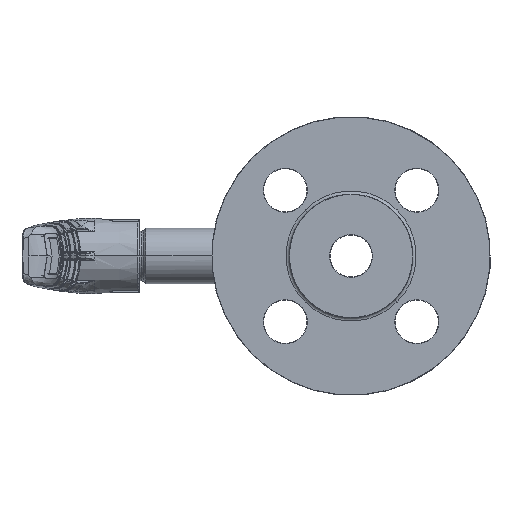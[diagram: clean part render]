
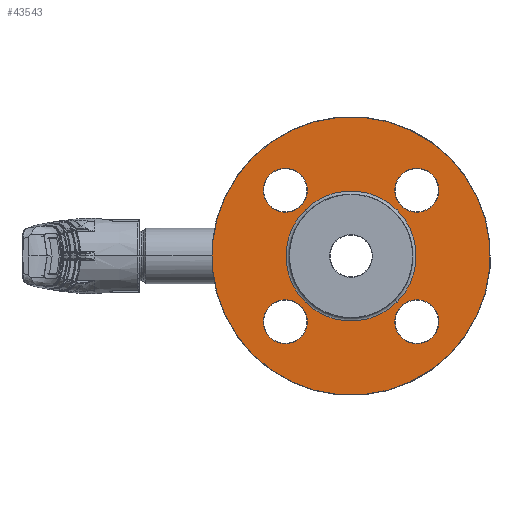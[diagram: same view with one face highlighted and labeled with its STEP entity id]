
A CAD part, left-side view. The second image highlights one B-rep face of the part: STEP entity #43543.
In plain terms, the highlighted planar face has unit normal (-1, 0, 0).
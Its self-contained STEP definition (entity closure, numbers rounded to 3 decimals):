
#478 = ORIENTED_EDGE ( 'NONE', *, *, #44443, .T. ) ;
#782 = EDGE_CURVE ( 'NONE', #49037, #46586, #48683, .T. ) ;
#1604 = FACE_BOUND ( 'NONE', #56440, .T. ) ;
#1635 = CARTESIAN_POINT ( 'NONE',  ( -63., 31.82, -31.82 ) ) ;
#1665 = EDGE_CURVE ( 'NONE', #39223, #29659, #57490, .T. ) ;
#1914 = VERTEX_POINT ( 'NONE', #19050 ) ;
#2734 = CIRCLE ( 'NONE', #33292, 7.1 ) ;
#3494 = CIRCLE ( 'NONE', #18821, 7.1 ) ;
#4270 = DIRECTION ( 'NONE',  ( 0., -0.707, -0.707 ) ) ;
#6688 = DIRECTION ( 'NONE',  ( 0., -0.707, -0.707 ) ) ;
#7221 = ORIENTED_EDGE ( 'NONE', *, *, #23080, .F. ) ;
#7392 = CARTESIAN_POINT ( 'NONE',  ( -63., 0., 0. ) ) ;
#8058 = EDGE_LOOP ( 'NONE', ( #46352, #64878 ) ) ;
#8143 = CARTESIAN_POINT ( 'NONE',  ( -63., 26.234, 26.234 ) ) ;
#8270 = AXIS2_PLACEMENT_3D ( 'NONE', #1635, #37101, #6688 ) ;
#8385 = EDGE_LOOP ( 'NONE', ( #11235, #478 ) ) ;
#9456 = EDGE_CURVE ( 'NONE', #1914, #47437, #49253, .T. ) ;
#11235 = ORIENTED_EDGE ( 'NONE', *, *, #17665, .T. ) ;
#12493 = DIRECTION ( 'NONE',  ( 0., -0.707, -0.707 ) ) ;
#12494 = CIRCLE ( 'NONE', #62418, 7.1 ) ;
#14882 = ORIENTED_EDGE ( 'NONE', *, *, #22254, .T. ) ;
#15010 = FACE_BOUND ( 'NONE', #8058, .T. ) ;
#15921 = CARTESIAN_POINT ( 'NONE',  ( -63., -21.213, 21.213 ) ) ;
#16418 = CARTESIAN_POINT ( 'NONE',  ( -63., -16.193, 26.234 ) ) ;
#16495 = AXIS2_PLACEMENT_3D ( 'NONE', #15921, #51435, #20996 ) ;
#16543 = CARTESIAN_POINT ( 'NONE',  ( -63., 21.213, 21.213 ) ) ;
#16560 = CARTESIAN_POINT ( 'NONE',  ( -63., 26.234, -16.193 ) ) ;
#16567 = DIRECTION ( 'NONE',  ( 1., 0., 0. ) ) ;
#17462 = DIRECTION ( 'NONE',  ( -1., 0., 0. ) ) ;
#17665 = EDGE_CURVE ( 'NONE', #33138, #61001, #23199, .T. ) ;
#18821 = AXIS2_PLACEMENT_3D ( 'NONE', #24516, #60150, #29634 ) ;
#19050 = CARTESIAN_POINT ( 'NONE',  ( -63., -26.234, -26.234 ) ) ;
#19464 = CARTESIAN_POINT ( 'NONE',  ( -63., -31.749, -31.749 ) ) ;
#20231 = AXIS2_PLACEMENT_3D ( 'NONE', #24750, #60379, #29876 ) ;
#20996 = DIRECTION ( 'NONE',  ( 0., -0.707, -0.707 ) ) ;
#21593 = DIRECTION ( 'NONE',  ( 0., -0.707, -0.707 ) ) ;
#22254 = EDGE_CURVE ( 'NONE', #46586, #49037, #27431, .T. ) ;
#22536 = ORIENTED_EDGE ( 'NONE', *, *, #46415, .T. ) ;
#23080 = EDGE_CURVE ( 'NONE', #34828, #43778, #47228, .T. ) ;
#23199 = CIRCLE ( 'NONE', #47197, 7.1 ) ;
#23291 = CARTESIAN_POINT ( 'NONE',  ( -63., 0., 0. ) ) ;
#24316 = AXIS2_PLACEMENT_3D ( 'NONE', #16543, #52042, #21593 ) ;
#24456 = ORIENTED_EDGE ( 'NONE', *, *, #58321, .F. ) ;
#24516 = CARTESIAN_POINT ( 'NONE',  ( -63., 21.213, 21.213 ) ) ;
#24750 = CARTESIAN_POINT ( 'NONE',  ( -63., 0., 0. ) ) ;
#24968 = CARTESIAN_POINT ( 'NONE',  ( -63., 16.193, 16.193 ) ) ;
#25283 = EDGE_CURVE ( 'NONE', #64919, #25382, #3494, .T. ) ;
#25382 = VERTEX_POINT ( 'NONE', #24968 ) ;
#25509 = EDGE_LOOP ( 'NONE', ( #7221, #24456 ) ) ;
#26897 = FACE_BOUND ( 'NONE', #25509, .T. ) ;
#27431 = CIRCLE ( 'NONE', #37833, 44.9 ) ;
#27572 = CARTESIAN_POINT ( 'NONE',  ( -63., 21.213, -21.213 ) ) ;
#27742 = DIRECTION ( 'NONE',  ( 1., 0., 0. ) ) ;
#28237 = AXIS2_PLACEMENT_3D ( 'NONE', #46951, #16567, #52067 ) ;
#28383 = DIRECTION ( 'NONE',  ( 0., 0.707, 0.707 ) ) ;
#28480 = FACE_OUTER_BOUND ( 'NONE', #51527, .T. ) ;
#29227 = EDGE_LOOP ( 'NONE', ( #50294, #30190 ) ) ;
#29278 = DIRECTION ( 'NONE',  ( 1., 0., 0. ) ) ;
#29634 = DIRECTION ( 'NONE',  ( 0., -0.707, -0.707 ) ) ;
#29659 = VERTEX_POINT ( 'NONE', #16418 ) ;
#29876 = DIRECTION ( 'NONE',  ( 0., -0.707, -0.707 ) ) ;
#30190 = ORIENTED_EDGE ( 'NONE', *, *, #1665, .T. ) ;
#31764 = CIRCLE ( 'NONE', #33912, 21. ) ;
#32699 = DIRECTION ( 'NONE',  ( 0., -0.707, -0.707 ) ) ;
#33138 = VERTEX_POINT ( 'NONE', #16560 ) ;
#33292 = AXIS2_PLACEMENT_3D ( 'NONE', #59805, #29278, #64934 ) ;
#33912 = AXIS2_PLACEMENT_3D ( 'NONE', #47858, #17462, #52993 ) ;
#33989 = AXIS2_PLACEMENT_3D ( 'NONE', #23291, #58883, #28383 ) ;
#34649 = DIRECTION ( 'NONE',  ( 1., 0., 0. ) ) ;
#34828 = VERTEX_POINT ( 'NONE', #55323 ) ;
#36362 = EDGE_CURVE ( 'NONE', #29659, #39223, #37556, .T. ) ;
#37101 = DIRECTION ( 'NONE',  ( 1., 0., 0. ) ) ;
#37556 = CIRCLE ( 'NONE', #45945, 7.1 ) ;
#37833 = AXIS2_PLACEMENT_3D ( 'NONE', #7392, #42903, #12493 ) ;
#39162 = CARTESIAN_POINT ( 'NONE',  ( -63., -16.193, -16.193 ) ) ;
#39223 = VERTEX_POINT ( 'NONE', #52901 ) ;
#40449 = FACE_BOUND ( 'NONE', #8385, .T. ) ;
#41799 = ORIENTED_EDGE ( 'NONE', *, *, #9456, .T. ) ;
#42903 = DIRECTION ( 'NONE',  ( -1., 0., 0. ) ) ;
#43543 = ADVANCED_FACE ( 'NONE', ( #28480, #15010, #53927, #1604, #40449, #26897 ), #47054, .F. ) ;
#43778 = VERTEX_POINT ( 'NONE', #50328 ) ;
#44443 = EDGE_CURVE ( 'NONE', #61001, #33138, #12494, .T. ) ;
#45916 = EDGE_CURVE ( 'NONE', #25382, #64919, #48774, .T. ) ;
#45945 = AXIS2_PLACEMENT_3D ( 'NONE', #58230, #27742, #63365 ) ;
#46352 = ORIENTED_EDGE ( 'NONE', *, *, #25283, .T. ) ;
#46415 = EDGE_CURVE ( 'NONE', #47437, #1914, #2734, .T. ) ;
#46586 = VERTEX_POINT ( 'NONE', #56197 ) ;
#46836 = CARTESIAN_POINT ( 'NONE',  ( -63., 16.193, -26.234 ) ) ;
#46951 = CARTESIAN_POINT ( 'NONE',  ( -63., -21.213, -21.213 ) ) ;
#47054 = PLANE ( 'NONE',  #8270 ) ;
#47197 = AXIS2_PLACEMENT_3D ( 'NONE', #65142, #34649, #4270 ) ;
#47228 = CIRCLE ( 'NONE', #33989, 21. ) ;
#47437 = VERTEX_POINT ( 'NONE', #39162 ) ;
#47858 = CARTESIAN_POINT ( 'NONE',  ( -63., 0., 0. ) ) ;
#48683 = CIRCLE ( 'NONE', #20231, 44.9 ) ;
#48774 = CIRCLE ( 'NONE', #24316, 7.1 ) ;
#49037 = VERTEX_POINT ( 'NONE', #19464 ) ;
#49253 = CIRCLE ( 'NONE', #28237, 7.1 ) ;
#50294 = ORIENTED_EDGE ( 'NONE', *, *, #36362, .T. ) ;
#50328 = CARTESIAN_POINT ( 'NONE',  ( -63., -14.849, -14.849 ) ) ;
#51435 = DIRECTION ( 'NONE',  ( 1., 0., 0. ) ) ;
#51527 = EDGE_LOOP ( 'NONE', ( #65953, #14882 ) ) ;
#52042 = DIRECTION ( 'NONE',  ( 1., 0., 0. ) ) ;
#52067 = DIRECTION ( 'NONE',  ( 0., -0.707, -0.707 ) ) ;
#52901 = CARTESIAN_POINT ( 'NONE',  ( -63., -26.234, 16.193 ) ) ;
#52993 = DIRECTION ( 'NONE',  ( 0., 0.707, 0.707 ) ) ;
#53927 = FACE_BOUND ( 'NONE', #29227, .T. ) ;
#55323 = CARTESIAN_POINT ( 'NONE',  ( -63., 14.849, 14.849 ) ) ;
#56197 = CARTESIAN_POINT ( 'NONE',  ( -63., 31.749, 31.749 ) ) ;
#56440 = EDGE_LOOP ( 'NONE', ( #22536, #41799 ) ) ;
#57490 = CIRCLE ( 'NONE', #16495, 7.1 ) ;
#58230 = CARTESIAN_POINT ( 'NONE',  ( -63., -21.213, 21.213 ) ) ;
#58321 = EDGE_CURVE ( 'NONE', #43778, #34828, #31764, .T. ) ;
#58883 = DIRECTION ( 'NONE',  ( -1., 0., 0. ) ) ;
#59805 = CARTESIAN_POINT ( 'NONE',  ( -63., -21.213, -21.213 ) ) ;
#60150 = DIRECTION ( 'NONE',  ( 1., 0., 0. ) ) ;
#60379 = DIRECTION ( 'NONE',  ( -1., 0., 0. ) ) ;
#61001 = VERTEX_POINT ( 'NONE', #46836 ) ;
#62418 = AXIS2_PLACEMENT_3D ( 'NONE', #27572, #63212, #32699 ) ;
#63212 = DIRECTION ( 'NONE',  ( 1., 0., 0. ) ) ;
#63365 = DIRECTION ( 'NONE',  ( 0., -0.707, -0.707 ) ) ;
#64878 = ORIENTED_EDGE ( 'NONE', *, *, #45916, .T. ) ;
#64919 = VERTEX_POINT ( 'NONE', #8143 ) ;
#64934 = DIRECTION ( 'NONE',  ( 0., -0.707, -0.707 ) ) ;
#65142 = CARTESIAN_POINT ( 'NONE',  ( -63., 21.213, -21.213 ) ) ;
#65953 = ORIENTED_EDGE ( 'NONE', *, *, #782, .T. ) ;
